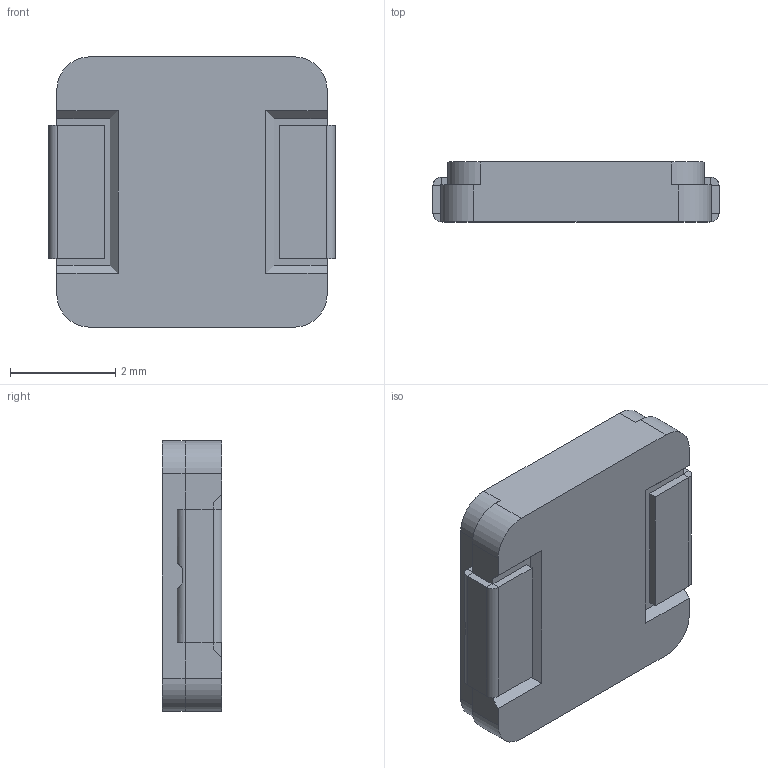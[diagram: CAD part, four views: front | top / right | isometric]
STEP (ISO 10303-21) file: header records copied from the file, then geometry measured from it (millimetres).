
FILE_DESCRIPTION (( 'STEP AP214' ), '1' );
FILE_NAME ('IHLP2020AB.STEP', '2014-08-20T18:32:01', ( '' ), ( '' ), 'SwSTEP 2.0', 'SolidWorks 2014', '' );
FILE_SCHEMA (( 'AUTOMOTIVE_DESIGN' ));
Length unit declared in the file: inch
Products named in the file (1): IHLP2020AB
Bounding box: 5.45 x 1.14 x 5.15 mm (x, y, z)
Volume: 29.5 mm3; surface area: 77.7 mm2
Topology: 1 solids, 1 shells, 82 faces, 220 edges, 140 vertices
Faces by surface type: plane 62, cylinder 16, bspline 4
Entity records: 3698 total; most frequent: CARTESIAN_POINT 571, ORIENTED_EDGE 440, DIRECTION 390, EDGE_CURVE 220, LINE 168, VECTOR 168, VERTEX_POINT 140, AXIS2_PLACEMENT_3D 111
